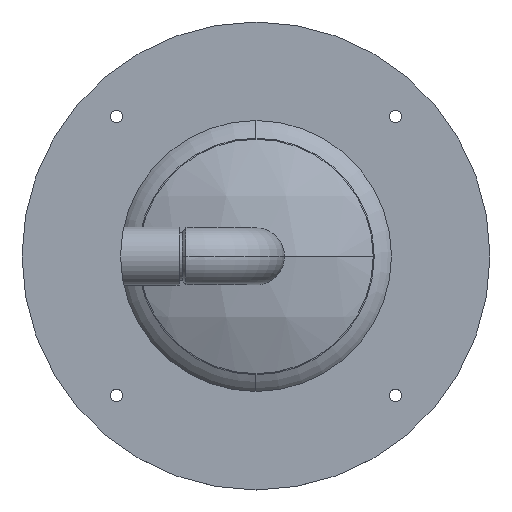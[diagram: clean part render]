
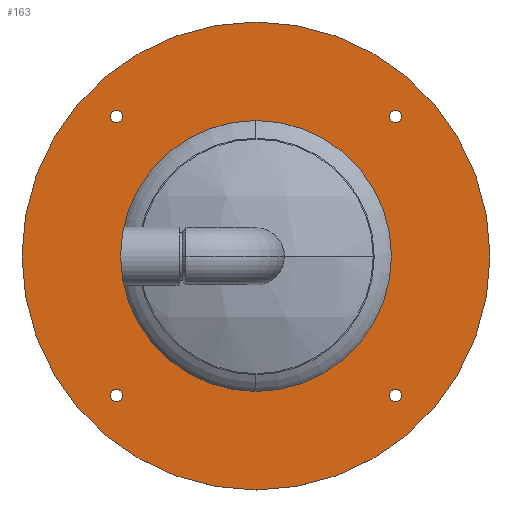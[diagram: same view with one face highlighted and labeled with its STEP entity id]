
A CAD part, top view. The second image highlights one B-rep face of the part: STEP entity #163.
In plain terms, the highlighted face is planar.
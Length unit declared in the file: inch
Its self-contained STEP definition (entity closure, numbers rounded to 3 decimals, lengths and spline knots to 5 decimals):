
#163 = ADVANCED_FACE ( 'NONE', ( #9589, #15506, #10863, #3478, #7931, #2010 ), #15132, .F. ) ;
#185 = CARTESIAN_POINT ( 'NONE',  ( -5.65685, 0., -5.65685 ) ) ;
#269 = DIRECTION ( 'NONE',  ( 0., 0., 1. ) ) ;
#1121 = DIRECTION ( 'NONE',  ( 0., 0., 1. ) ) ;
#1217 = AXIS2_PLACEMENT_3D ( 'NONE', #10354, #4155, #1121 ) ;
#1242 = EDGE_CURVE ( 'NONE', #6105, #11968, #16544, .T. ) ;
#1390 = AXIS2_PLACEMENT_3D ( 'NONE', #12639, #5269, #4985 ) ;
#1446 = EDGE_LOOP ( 'NONE', ( #7962, #15583 ) ) ;
#1510 = CIRCLE ( 'NONE', #8343, 0.25 ) ;
#2010 = FACE_BOUND ( 'NONE', #18669, .T. ) ;
#2117 = DIRECTION ( 'NONE',  ( 0., 0., 1. ) ) ;
#2693 = CARTESIAN_POINT ( 'NONE',  ( 0., 0., 0. ) ) ;
#2822 = CIRCLE ( 'NONE', #10269, 0.25 ) ;
#2825 = EDGE_CURVE ( 'NONE', #11968, #6105, #8512, .T. ) ;
#3182 = DIRECTION ( 'NONE',  ( 0., 0., 1. ) ) ;
#3414 = CIRCLE ( 'NONE', #1217, 0.25 ) ;
#3478 = FACE_BOUND ( 'NONE', #9729, .T. ) ;
#3674 = VERTEX_POINT ( 'NONE', #16853 ) ;
#4155 = DIRECTION ( 'NONE',  ( 0., 1., 0. ) ) ;
#4232 = ORIENTED_EDGE ( 'NONE', *, *, #6319, .T. ) ;
#4277 = CIRCLE ( 'NONE', #6456, 9.5 ) ;
#4341 = ORIENTED_EDGE ( 'NONE', *, *, #18496, .T. ) ;
#4366 = DIRECTION ( 'NONE',  ( 0., 1., 0. ) ) ;
#4802 = CARTESIAN_POINT ( 'NONE',  ( -5.65685, 0., -5.40685 ) ) ;
#4985 = DIRECTION ( 'NONE',  ( 0., 0., 1. ) ) ;
#5108 = CARTESIAN_POINT ( 'NONE',  ( 5.65685, 0., 5.90685 ) ) ;
#5193 = AXIS2_PLACEMENT_3D ( 'NONE', #185, #8837, #10492 ) ;
#5269 = DIRECTION ( 'NONE',  ( 0., 1., 0. ) ) ;
#5353 = VERTEX_POINT ( 'NONE', #4802 ) ;
#5525 = DIRECTION ( 'NONE',  ( 0., 1., 0. ) ) ;
#5777 = EDGE_CURVE ( 'NONE', #5353, #8249, #19083, .T. ) ;
#6105 = VERTEX_POINT ( 'NONE', #5108 ) ;
#6204 = CARTESIAN_POINT ( 'NONE',  ( -5.65685, 0., -5.65685 ) ) ;
#6220 = DIRECTION ( 'NONE',  ( 0., 0., 1. ) ) ;
#6236 = ORIENTED_EDGE ( 'NONE', *, *, #16438, .T. ) ;
#6319 = EDGE_CURVE ( 'NONE', #13018, #9385, #9771, .T. ) ;
#6446 = ORIENTED_EDGE ( 'NONE', *, *, #12154, .T. ) ;
#6456 = AXIS2_PLACEMENT_3D ( 'NONE', #2693, #11542, #17455 ) ;
#6670 = ORIENTED_EDGE ( 'NONE', *, *, #6848, .T. ) ;
#6848 = EDGE_CURVE ( 'NONE', #9209, #3674, #17080, .T. ) ;
#7738 = DIRECTION ( 'NONE',  ( 0., 1., 0. ) ) ;
#7746 = DIRECTION ( 'NONE',  ( 0., 0., 1. ) ) ;
#7816 = DIRECTION ( 'NONE',  ( 0., 0., 1. ) ) ;
#7822 = ORIENTED_EDGE ( 'NONE', *, *, #2825, .T. ) ;
#7834 = DIRECTION ( 'NONE',  ( 0., 1., 0. ) ) ;
#7931 = FACE_BOUND ( 'NONE', #8465, .T. ) ;
#7962 = ORIENTED_EDGE ( 'NONE', *, *, #16956, .F. ) ;
#8138 = DIRECTION ( 'NONE',  ( 0., 1., 0. ) ) ;
#8164 = AXIS2_PLACEMENT_3D ( 'NONE', #14272, #5525, #13097 ) ;
#8249 = VERTEX_POINT ( 'NONE', #14241 ) ;
#8287 = AXIS2_PLACEMENT_3D ( 'NONE', #9891, #8138, #2117 ) ;
#8343 = AXIS2_PLACEMENT_3D ( 'NONE', #8827, #4366, #269 ) ;
#8358 = EDGE_LOOP ( 'NONE', ( #6236, #12289 ) ) ;
#8465 = EDGE_LOOP ( 'NONE', ( #7822, #17652 ) ) ;
#8496 = ORIENTED_EDGE ( 'NONE', *, *, #14223, .T. ) ;
#8512 = CIRCLE ( 'NONE', #18720, 0.25 ) ;
#8827 = CARTESIAN_POINT ( 'NONE',  ( -5.65685, 0., 5.65685 ) ) ;
#8837 = DIRECTION ( 'NONE',  ( 0., 1., 0. ) ) ;
#9068 = CARTESIAN_POINT ( 'NONE',  ( 0., 0., 5.5 ) ) ;
#9209 = VERTEX_POINT ( 'NONE', #16335 ) ;
#9385 = VERTEX_POINT ( 'NONE', #18633 ) ;
#9429 = CARTESIAN_POINT ( 'NONE',  ( -5.65685, 0., 5.90685 ) ) ;
#9589 = FACE_OUTER_BOUND ( 'NONE', #1446, .T. ) ;
#9729 = EDGE_LOOP ( 'NONE', ( #8496, #6670 ) ) ;
#9771 = CIRCLE ( 'NONE', #1390, 5.5 ) ;
#9891 = CARTESIAN_POINT ( 'NONE',  ( 0., 0., 0. ) ) ;
#10269 = AXIS2_PLACEMENT_3D ( 'NONE', #15112, #16569, #7816 ) ;
#10354 = CARTESIAN_POINT ( 'NONE',  ( 5.65685, 0., -5.65685 ) ) ;
#10492 = DIRECTION ( 'NONE',  ( 0., 0., 1. ) ) ;
#10863 = FACE_BOUND ( 'NONE', #8358, .T. ) ;
#10976 = CARTESIAN_POINT ( 'NONE',  ( 0., 0., 9.5 ) ) ;
#11373 = DIRECTION ( 'NONE',  ( 0., 0., 1. ) ) ;
#11542 = DIRECTION ( 'NONE',  ( 0., 1., 0. ) ) ;
#11589 = DIRECTION ( 'NONE',  ( 0., 0., 1. ) ) ;
#11691 = DIRECTION ( 'NONE',  ( 0., 1., 0. ) ) ;
#11747 = DIRECTION ( 'NONE',  ( 0., 1., 0. ) ) ;
#11968 = VERTEX_POINT ( 'NONE', #17012 ) ;
#11973 = AXIS2_PLACEMENT_3D ( 'NONE', #6204, #7738, #3182 ) ;
#12154 = EDGE_CURVE ( 'NONE', #14955, #18478, #2822, .T. ) ;
#12289 = ORIENTED_EDGE ( 'NONE', *, *, #5777, .T. ) ;
#12319 = CARTESIAN_POINT ( 'NONE',  ( 0., 0., -9.5 ) ) ;
#12368 = CIRCLE ( 'NONE', #16722, 9.5 ) ;
#12423 = AXIS2_PLACEMENT_3D ( 'NONE', #17410, #11691, #11589 ) ;
#12639 = CARTESIAN_POINT ( 'NONE',  ( 0., 0., 0. ) ) ;
#13018 = VERTEX_POINT ( 'NONE', #9068 ) ;
#13097 = DIRECTION ( 'NONE',  ( 0., 0., 1. ) ) ;
#13217 = ORIENTED_EDGE ( 'NONE', *, *, #15777, .T. ) ;
#13293 = CARTESIAN_POINT ( 'NONE',  ( 0., 0., 0. ) ) ;
#14223 = EDGE_CURVE ( 'NONE', #3674, #9209, #3414, .T. ) ;
#14241 = CARTESIAN_POINT ( 'NONE',  ( -5.65685, 0., -5.90685 ) ) ;
#14272 = CARTESIAN_POINT ( 'NONE',  ( 5.65685, 0., 5.65685 ) ) ;
#14280 = DIRECTION ( 'NONE',  ( 0., 1., 0. ) ) ;
#14942 = CARTESIAN_POINT ( 'NONE',  ( -5.65685, 0., 5.40685 ) ) ;
#14955 = VERTEX_POINT ( 'NONE', #9429 ) ;
#15112 = CARTESIAN_POINT ( 'NONE',  ( -5.65685, 0., 5.65685 ) ) ;
#15132 = PLANE ( 'NONE',  #18078 ) ;
#15506 = FACE_BOUND ( 'NONE', #18026, .T. ) ;
#15583 = ORIENTED_EDGE ( 'NONE', *, *, #18394, .F. ) ;
#15777 = EDGE_CURVE ( 'NONE', #9385, #13018, #18807, .T. ) ;
#15929 = CARTESIAN_POINT ( 'NONE',  ( 5.65685, 0., 5.65685 ) ) ;
#16335 = CARTESIAN_POINT ( 'NONE',  ( 5.65685, 0., -5.40685 ) ) ;
#16438 = EDGE_CURVE ( 'NONE', #8249, #5353, #17580, .T. ) ;
#16470 = VERTEX_POINT ( 'NONE', #12319 ) ;
#16544 = CIRCLE ( 'NONE', #8164, 0.25 ) ;
#16569 = DIRECTION ( 'NONE',  ( 0., 1., 0. ) ) ;
#16722 = AXIS2_PLACEMENT_3D ( 'NONE', #13293, #11747, #6220 ) ;
#16775 = CARTESIAN_POINT ( 'NONE',  ( 0., 0., 0. ) ) ;
#16853 = CARTESIAN_POINT ( 'NONE',  ( 5.65685, 0., -5.90685 ) ) ;
#16956 = EDGE_CURVE ( 'NONE', #16470, #19168, #4277, .T. ) ;
#17012 = CARTESIAN_POINT ( 'NONE',  ( 5.65685, 0., 5.40685 ) ) ;
#17080 = CIRCLE ( 'NONE', #12423, 0.25 ) ;
#17410 = CARTESIAN_POINT ( 'NONE',  ( 5.65685, 0., -5.65685 ) ) ;
#17455 = DIRECTION ( 'NONE',  ( 0., 0., 1. ) ) ;
#17580 = CIRCLE ( 'NONE', #5193, 0.25 ) ;
#17652 = ORIENTED_EDGE ( 'NONE', *, *, #1242, .T. ) ;
#18026 = EDGE_LOOP ( 'NONE', ( #13217, #4232 ) ) ;
#18078 = AXIS2_PLACEMENT_3D ( 'NONE', #16775, #7834, #7746 ) ;
#18394 = EDGE_CURVE ( 'NONE', #19168, #16470, #12368, .T. ) ;
#18478 = VERTEX_POINT ( 'NONE', #14942 ) ;
#18496 = EDGE_CURVE ( 'NONE', #18478, #14955, #1510, .T. ) ;
#18633 = CARTESIAN_POINT ( 'NONE',  ( 0., 0., -5.5 ) ) ;
#18669 = EDGE_LOOP ( 'NONE', ( #4341, #6446 ) ) ;
#18720 = AXIS2_PLACEMENT_3D ( 'NONE', #15929, #14280, #11373 ) ;
#18807 = CIRCLE ( 'NONE', #8287, 5.5 ) ;
#19083 = CIRCLE ( 'NONE', #11973, 0.25 ) ;
#19168 = VERTEX_POINT ( 'NONE', #10976 ) ;
